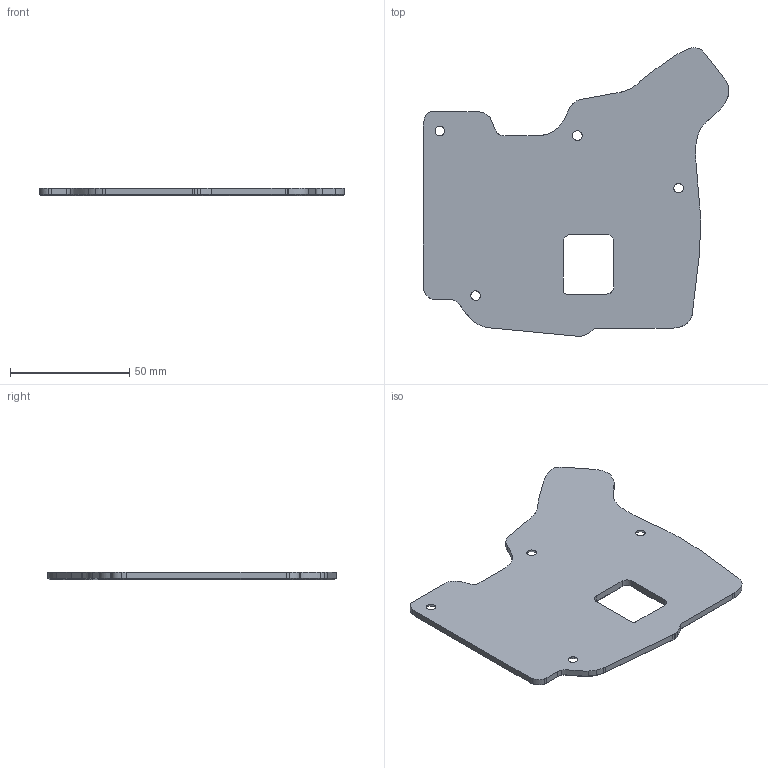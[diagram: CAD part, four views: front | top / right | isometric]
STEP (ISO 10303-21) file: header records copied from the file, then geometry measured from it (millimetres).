
FILE_DESCRIPTION(/* description */ ('STEP AP242','CAx-IF Rec.Pracs.---Representation and Presentation of Product Manufacturing Information (PMI)---4.0---2014-10-13','CAx-IF Rec.Pracs.---3D Tessellated Geometry---0.4---2014-09-14','2;1'),/* implementation_level */ '2;1');
FILE_NAME(/* name */ '68bd0e6f01a5c1a58e150283',/* time_stamp */ '2025-09-07T04:47:44Z',/* author */ (''),/* organization */ (''),/* preprocessor_version */ 'ST-DEVELOPER v20',/* originating_system */ 'ONSHAPE BY PTC INC, 1.203',/* authorisation */ ' ');
FILE_SCHEMA (('AP242_MANAGED_MODEL_BASED_3D_ENGINEERING_MIM_LF { 1 0 10303 442 1 1 4 }'));
Length unit declared in the file: metre
Products named in the file (1): Plate
Bounding box: 127.97 x 120.85 x 3.2 mm (x, y, z)
Volume: 30716.6 mm3; surface area: 22839 mm2
Topology: 1 solids, 1 shells, 348 faces, 891 edges, 571 vertices
Faces by surface type: bspline 185, plane 93, cylinder 45, cone 25
Full cylindrical faces by diameter (mm): 5.2 x5
Entity records: 15790 total; most frequent: CARTESIAN_POINT 8973, ORIENTED_EDGE 1750, EDGE_CURVE 875, DIRECTION 788, VERTEX_POINT 569, B_SPLINE_CURVE_WITH_KNOTS 443, EDGE_LOOP 398, FACE_BOUND 398
